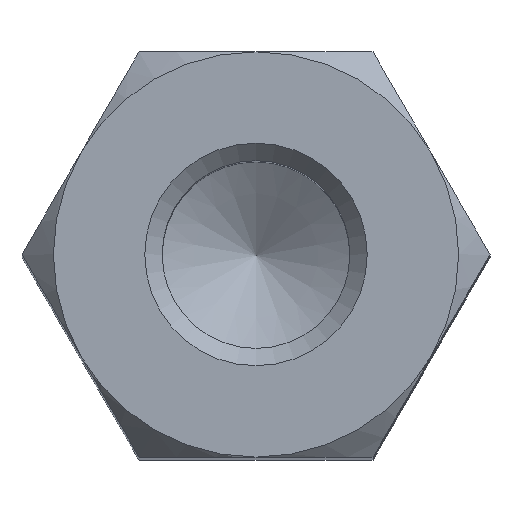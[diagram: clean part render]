
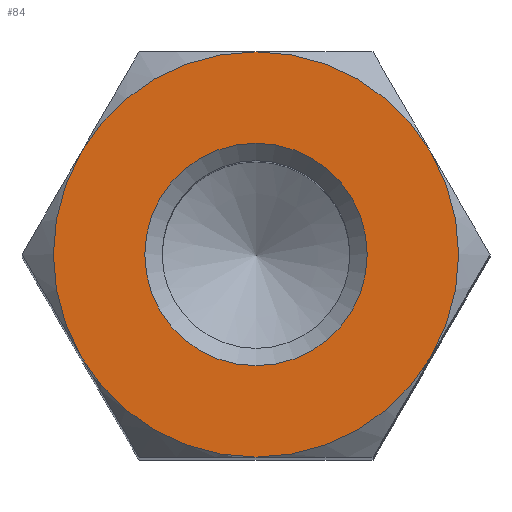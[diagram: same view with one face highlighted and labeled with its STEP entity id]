
A CAD part, top view. The second image highlights one B-rep face of the part: STEP entity #84.
In plain terms, the highlighted planar face has unit normal (0, 0, 1).
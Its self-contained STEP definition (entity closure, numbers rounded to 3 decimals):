
#84 = ADVANCED_FACE( '', ( #176, #177 ), #178, .F. );
#176 = FACE_BOUND( '', #277, .T. );
#177 = FACE_OUTER_BOUND( '', #278, .T. );
#178 = PLANE( '', #279 );
#277 = EDGE_LOOP( '', ( #447 ) );
#278 = EDGE_LOOP( '', ( #448, #449, #450, #451, #452, #453 ) );
#279 = AXIS2_PLACEMENT_3D( '', #454, #455, #456 );
#447 = ORIENTED_EDGE( '', *, *, #593, .T. );
#448 = ORIENTED_EDGE( '', *, *, #535, .T. );
#449 = ORIENTED_EDGE( '', *, *, #588, .T. );
#450 = ORIENTED_EDGE( '', *, *, #594, .T. );
#451 = ORIENTED_EDGE( '', *, *, #595, .T. );
#452 = ORIENTED_EDGE( '', *, *, #555, .T. );
#453 = ORIENTED_EDGE( '', *, *, #578, .T. );
#454 = CARTESIAN_POINT( '', ( 0., 0., 15. ) );
#455 = DIRECTION( '', ( 0., 0., -1. ) );
#456 = DIRECTION( '', ( -1., 0., 0. ) );
#535 = EDGE_CURVE( '', #615, #616, #617, .F. );
#555 = EDGE_CURVE( '', #649, #650, #651, .F. );
#578 = EDGE_CURVE( '', #650, #615, #684, .T. );
#588 = EDGE_CURVE( '', #616, #643, #695, .F. );
#593 = EDGE_CURVE( '', #700, #700, #701, .T. );
#594 = EDGE_CURVE( '', #643, #661, #702, .F. );
#595 = EDGE_CURVE( '', #661, #649, #703, .F. );
#615 = VERTEX_POINT( '', #725 );
#616 = VERTEX_POINT( '', #726 );
#617 = CIRCLE( '', #727, 3.5 );
#643 = VERTEX_POINT( '', #806 );
#649 = VERTEX_POINT( '', #827 );
#650 = VERTEX_POINT( '', #828 );
#651 = CIRCLE( '', #829, 3.5 );
#661 = VERTEX_POINT( '', #861 );
#684 = CIRCLE( '', #927, 3.5 );
#695 = CIRCLE( '', #951, 3.5 );
#700 = VERTEX_POINT( '', #963 );
#701 = CIRCLE( '', #964, 1.921 );
#702 = CIRCLE( '', #965, 3.5 );
#703 = CIRCLE( '', #966, 3.5 );
#725 = CARTESIAN_POINT( '', ( -3.031, 1.75, 15. ) );
#726 = CARTESIAN_POINT( '', ( -3.031, -1.75, 15. ) );
#727 = AXIS2_PLACEMENT_3D( '', #992, #993, #994 );
#806 = CARTESIAN_POINT( '', ( 0., -3.5, 15. ) );
#827 = CARTESIAN_POINT( '', ( 3.031, 1.75, 15. ) );
#828 = CARTESIAN_POINT( '', ( 0., 3.5, 15. ) );
#829 = AXIS2_PLACEMENT_3D( '', #1002, #1003, #1004 );
#861 = CARTESIAN_POINT( '', ( 3.031, -1.75, 15. ) );
#927 = AXIS2_PLACEMENT_3D( '', #1021, #1022, #1023 );
#951 = AXIS2_PLACEMENT_3D( '', #1031, #1032, #1033 );
#963 = CARTESIAN_POINT( '', ( 0., 1.921, 15. ) );
#964 = AXIS2_PLACEMENT_3D( '', #1037, #1038, #1039 );
#965 = AXIS2_PLACEMENT_3D( '', #1040, #1041, #1042 );
#966 = AXIS2_PLACEMENT_3D( '', #1043, #1044, #1045 );
#992 = CARTESIAN_POINT( '', ( 0., 0., 15. ) );
#993 = DIRECTION( '', ( 0., 0., -1. ) );
#994 = DIRECTION( '', ( -1., 0., 0. ) );
#1002 = CARTESIAN_POINT( '', ( 0., 0., 15. ) );
#1003 = DIRECTION( '', ( 0., 0., -1. ) );
#1004 = DIRECTION( '', ( -1., 0., 0. ) );
#1021 = CARTESIAN_POINT( '', ( 0., 0., 15. ) );
#1022 = DIRECTION( '', ( 0., 0., 1. ) );
#1023 = DIRECTION( '', ( 1., 0., 0. ) );
#1031 = CARTESIAN_POINT( '', ( 0., 0., 15. ) );
#1032 = DIRECTION( '', ( 0., 0., -1. ) );
#1033 = DIRECTION( '', ( -1., 0., 0. ) );
#1037 = CARTESIAN_POINT( '', ( 0., 0., 15. ) );
#1038 = DIRECTION( '', ( 0., 0., -1. ) );
#1039 = DIRECTION( '', ( 0., 1., 0. ) );
#1040 = CARTESIAN_POINT( '', ( 0., 0., 15. ) );
#1041 = DIRECTION( '', ( 0., 0., -1. ) );
#1042 = DIRECTION( '', ( -1., 0., 0. ) );
#1043 = CARTESIAN_POINT( '', ( 0., 0., 15. ) );
#1044 = DIRECTION( '', ( 0., 0., -1. ) );
#1045 = DIRECTION( '', ( -1., 0., 0. ) );
